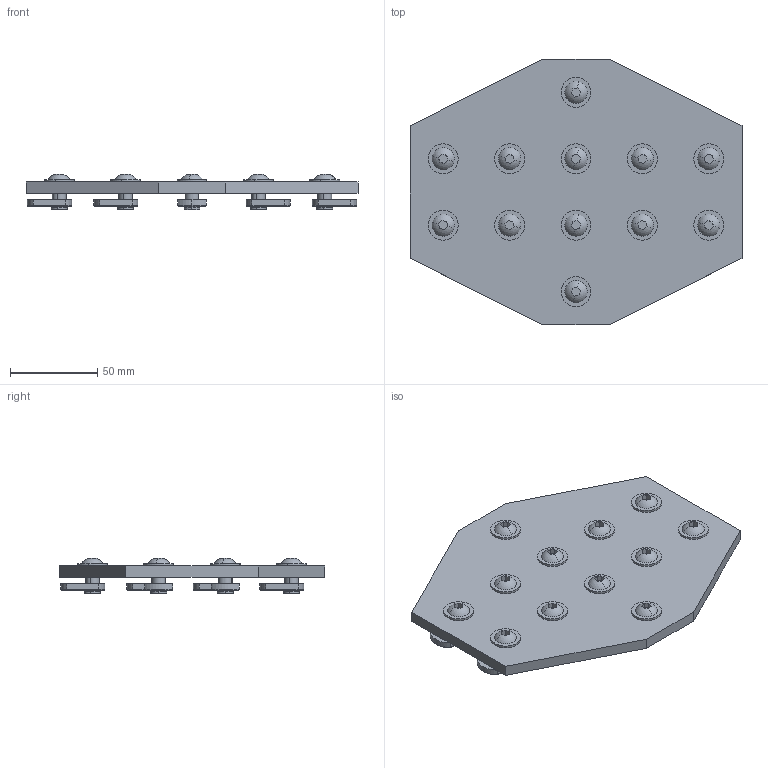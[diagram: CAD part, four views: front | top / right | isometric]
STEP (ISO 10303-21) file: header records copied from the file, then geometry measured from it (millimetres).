
FILE_DESCRIPTION (( 'STEP AP203' ), '1' );
FILE_NAME ('653192.SLDASM.step', '2003-10-13T11:29:35', ( 'Jerry Winters' ), ( 'GoEngineer' ), 'SwSTEP 2.0', 'SolidWorks 2003174', '' );
FILE_SCHEMA (( 'CONFIG_CONTROL_DESIGN' ));
Length unit declared in the file: inch
Products named in the file (5): 653192.SLDASM; Joining Plate (Cross)_653192; 651129; 651097; FBHSCS_651134
Assembly tree (15 placements, depth 3):
  653192.SLDASM
    651129  x12
      FBHSCS_651134
      651097
    Joining Plate (Cross)_653192
Bounding box: 190.5 x 152.4 x 20.27 mm (x, y, z)
Volume: 173047.5 mm3; surface area: 76118.6 mm2
Topology: 25 solids, 25 shells, 454 faces, 996 edges, 628 vertices
Faces by surface type: plane 190, cylinder 180, torus 60, sphere 24
Entity records: 3034 total; most frequent: DIRECTION 431, CARTESIAN_POINT 390, ORIENTED_EDGE 342, AXIS2_PLACEMENT_3D 176, EDGE_CURVE 171, VERTEX_POINT 111, EDGE_LOOP 98, CIRCLE 88
